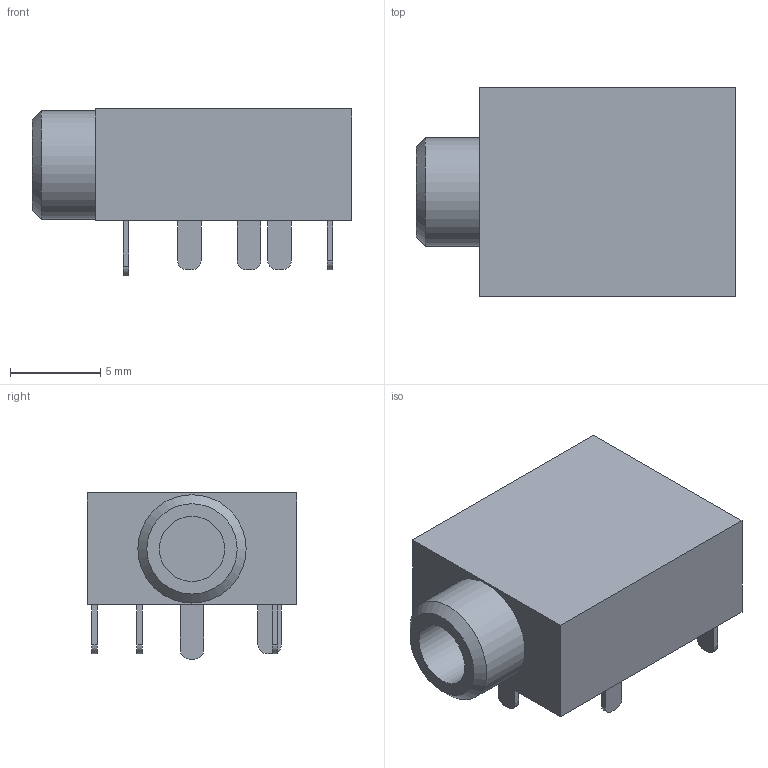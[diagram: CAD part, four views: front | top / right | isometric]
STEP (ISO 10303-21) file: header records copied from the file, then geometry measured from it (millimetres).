
FILE_DESCRIPTION(/* description */ (''),/* implementation_level */ '2;1');
FILE_NAME(/* name */ 'AJ-1780.step',/* time_stamp */ '2024-06-12T20:16:06+09:00',/* author */ (''),/* organization */ (''),/* preprocessor_version */ 'ST-DEVELOPER v20',/* originating_system */ 'Autodesk Translation Framework v13.14.0.145',/* authorisation */ '');
FILE_SCHEMA (('AUTOMOTIVE_DESIGN { 1 0 10303 214 3 1 1 }'));
Length unit declared in the file: millimetre
Products named in the file (1): AJ-1780
Bounding box: 17.7 x 11.6 x 9.2 mm (x, y, z)
Volume: 1087.6 mm3; surface area: 831.6 mm2
Topology: 7 solids, 7 shells, 51 faces, 110 edges, 73 vertices
Faces by surface type: plane 38, cylinder 12, cone 1
Full cylindrical faces by diameter (mm): 3.6 x1, 6 x1
Entity records: 1426 total; most frequent: DIRECTION 239, CARTESIAN_POINT 235, ORIENTED_EDGE 220, EDGE_CURVE 110, LINE 85, VECTOR 85, AXIS2_PLACEMENT_3D 77, VERTEX_POINT 73
